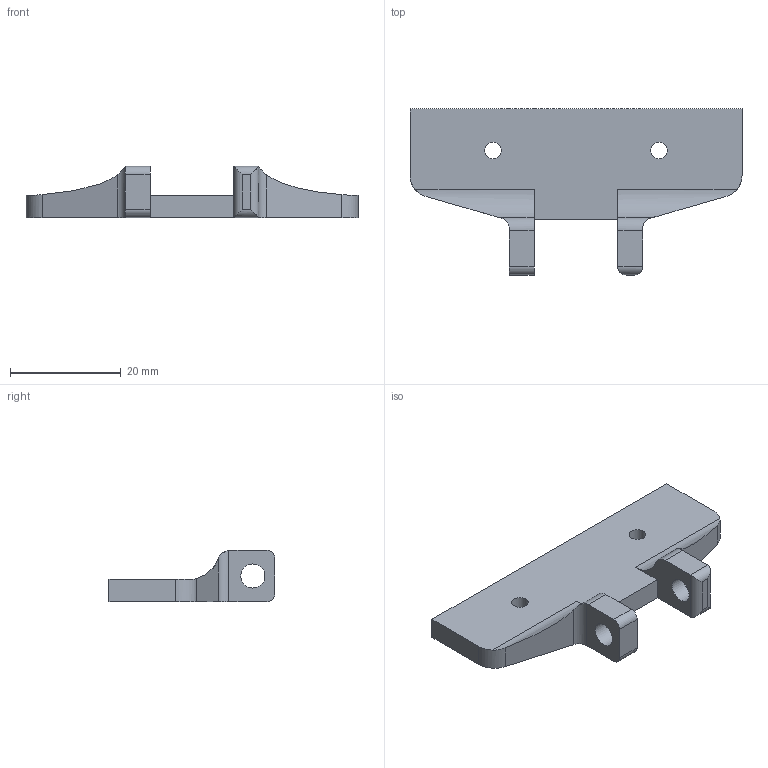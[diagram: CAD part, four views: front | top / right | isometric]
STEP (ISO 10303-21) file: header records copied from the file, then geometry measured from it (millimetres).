
FILE_DESCRIPTION(/* description */ (''),/* implementation_level */ '2;1');
FILE_NAME(/* name */ 'VoronCamMount.step',/* time_stamp */ '2021-07-21T01:12:25+02:00',/* author */ (''),/* organization */ (''),/* preprocessor_version */ 'ST-DEVELOPER v18.1',/* originating_system */ 'Autodesk Translation Framework v10.9.0.1377',/* authorisation */ '');
FILE_SCHEMA (('AUTOMOTIVE_DESIGN { 1 0 10303 214 3 1 1 }'));
Length unit declared in the file: millimetre
Products named in the file (1): Unbenannt
Bounding box: 60 x 30 x 9.26 mm (x, y, z)
Volume: 5168.5 mm3; surface area: 3597.5 mm2
Topology: 1 solids, 1 shells, 41 faces, 113 edges, 74 vertices
Faces by surface type: plane 23, cylinder 18
Full cylindrical faces by diameter (mm): 3 x2, 4.35 x2
Entity records: 1381 total; most frequent: CARTESIAN_POINT 263, ORIENTED_EDGE 226, DIRECTION 226, EDGE_CURVE 113, AXIS2_PLACEMENT_3D 76, LINE 74, VECTOR 74, VERTEX_POINT 74
